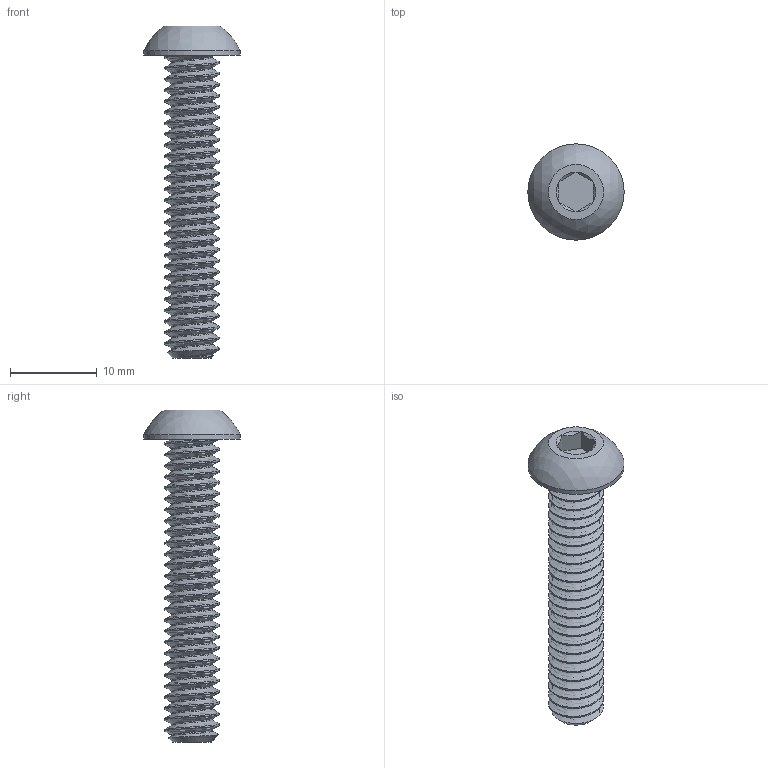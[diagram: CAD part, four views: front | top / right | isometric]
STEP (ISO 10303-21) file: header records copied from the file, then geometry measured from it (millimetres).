
FILE_DESCRIPTION(/* description */ (''),/* implementation_level */ '2;1');
FILE_NAME(/* name */ 'HW-00501_2.stp',/* time_stamp */ '2017-01-08T14:08:08-05:00',/* author */ ('jeff1'),/* organization */ (''),/* preprocessor_version */ 'ST-DEVELOPER v16.5',/* originating_system */ 'Autodesk Inventor 2017',/* authorisation */ '');
FILE_SCHEMA (('AUTOMOTIVE_DESIGN { 1 0 10303 214 3 1 1 }'));
Length unit declared in the file: inch
Products named in the file (1): HW-00501_2
Bounding box: 11.1 x 11.1 x 38.28 mm (x, y, z)
Volume: 1062.4 mm3; surface area: 1341 mm2
Topology: 1 solids, 1 shells, 24 faces, 54 edges, 35 vertices
Faces by surface type: plane 10, cone 8, bspline 3, cylinder 2, sphere 1
Full cylindrical faces by diameter (mm): 11.1 x1
Entity records: 24653 total; most frequent: CARTESIAN_POINT 24174, ORIENTED_EDGE 96, DIRECTION 78, EDGE_CURVE 48, AXIS2_PLACEMENT_3D 33, VERTEX_POINT 32, EDGE_LOOP 28, FACE_OUTER_BOUND 23
